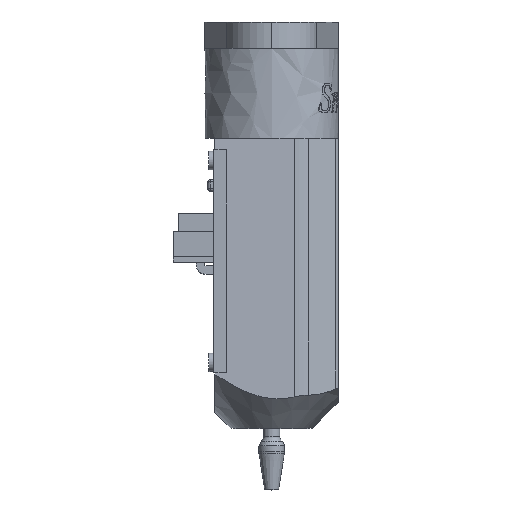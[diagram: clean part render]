
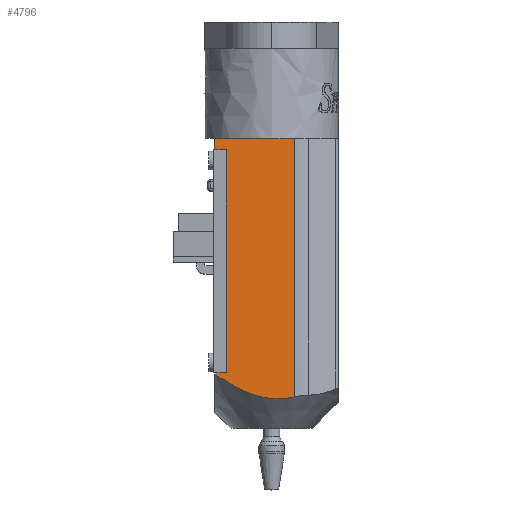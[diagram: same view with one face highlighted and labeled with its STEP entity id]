
A CAD part, top view. The second image highlights one B-rep face of the part: STEP entity #4796.
In plain terms, the highlighted planar face has unit normal (0.087, 0, 0.996).
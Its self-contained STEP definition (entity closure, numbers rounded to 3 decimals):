
#2981=CARTESIAN_POINT('',(24.931,94.4,35.169));
#2982=VERTEX_POINT('',#2981);
#2989=CARTESIAN_POINT('',(31.76,94.4,34.571));
#2990=VERTEX_POINT('',#2989);
#2991=CARTESIAN_POINT('',(31.76,94.4,34.571));
#2992=DIRECTION('',(-0.996,0.,0.087));
#2993=VECTOR('',#2992,6.854);
#2994=LINE('',#2991,#2993);
#2995=EDGE_CURVE('',#2990,#2982,#2994,.T.);
#3069=CARTESIAN_POINT('',(31.76,72.11,34.571));
#3070=VERTEX_POINT('',#3069);
#3071=CARTESIAN_POINT('',(31.76,72.11,34.571));
#3072=DIRECTION('',(-0.,1.,-0.));
#3073=VECTOR('',#3072,22.29);
#3074=LINE('',#3071,#3073);
#3075=EDGE_CURVE('',#3070,#2990,#3074,.T.);
#4583=CARTESIAN_POINT('',(24.931,93.4,35.169));
#4584=VERTEX_POINT('',#4583);
#4591=CARTESIAN_POINT('',(24.931,94.4,35.169));
#4592=DIRECTION('',(0.,-1.,0.));
#4593=VECTOR('',#4592,1.);
#4594=LINE('',#4591,#4593);
#4595=EDGE_CURVE('',#2982,#4584,#4594,.T.);
#4616=CARTESIAN_POINT('',(24.931,74.2,35.169));
#4617=VERTEX_POINT('',#4616);
#4658=CARTESIAN_POINT('',(24.931,74.04,35.169));
#4659=VERTEX_POINT('',#4658);
#4703=CARTESIAN_POINT('',(24.931,74.2,35.169));
#4704=DIRECTION('',(0.,-1.,0.));
#4705=VECTOR('',#4704,0.16);
#4706=LINE('',#4703,#4705);
#4707=EDGE_CURVE('',#4617,#4659,#4706,.T.);
#4723=CARTESIAN_POINT('',(32.431,94.4,34.512));
#4724=DIRECTION('',(0.087,0.,0.996));
#4725=DIRECTION('',(-0.996,0.,0.087));
#4726=AXIS2_PLACEMENT_3D('',#4723,#4724,#4725);
#4727=PLANE('',#4726);
#4728=ORIENTED_EDGE('',*,*,#2995,.T.);
#4729=ORIENTED_EDGE('',*,*,#4595,.T.);
#4730=CARTESIAN_POINT('',(25.931,93.4,35.081));
#4731=VERTEX_POINT('',#4730);
#4732=CARTESIAN_POINT('',(24.931,93.4,35.169));
#4733=DIRECTION('',(0.996,-0.,-0.087));
#4734=VECTOR('',#4733,1.004);
#4735=LINE('',#4732,#4734);
#4736=EDGE_CURVE('',#4584,#4731,#4735,.T.);
#4737=ORIENTED_EDGE('',*,*,#4736,.T.);
#4738=CARTESIAN_POINT('',(25.931,74.2,35.081));
#4739=VERTEX_POINT('',#4738);
#4740=CARTESIAN_POINT('',(25.931,74.2,35.081));
#4741=DIRECTION('',(0.,1.,0.));
#4742=VECTOR('',#4741,19.2);
#4743=LINE('',#4740,#4742);
#4744=EDGE_CURVE('',#4739,#4731,#4743,.T.);
#4745=ORIENTED_EDGE('',*,*,#4744,.F.);
#4746=CARTESIAN_POINT('',(24.931,74.2,35.169));
#4747=DIRECTION('',(0.996,0.,-0.087));
#4748=VECTOR('',#4747,1.004);
#4749=LINE('',#4746,#4748);
#4750=EDGE_CURVE('',#4617,#4739,#4749,.T.);
#4751=ORIENTED_EDGE('',*,*,#4750,.F.);
#4752=ORIENTED_EDGE('',*,*,#4707,.T.);
#4753=CARTESIAN_POINT('',(29.831,71.971,34.74));
#4754=VERTEX_POINT('',#4753);
#4755=CARTESIAN_POINT('',(24.931,74.04,35.169));
#4756=CARTESIAN_POINT('',(25.439,73.699,35.124));
#4757=CARTESIAN_POINT('',(25.955,73.378,35.079));
#4758=CARTESIAN_POINT('',(26.489,73.088,35.032));
#4759=CARTESIAN_POINT('',(27.023,72.798,34.986));
#4760=CARTESIAN_POINT('',(27.575,72.54,34.937));
#4761=CARTESIAN_POINT('',(28.155,72.34,34.887));
#4762=CARTESIAN_POINT('',(28.445,72.24,34.861));
#4763=CARTESIAN_POINT('',(28.738,72.156,34.835));
#4764=CARTESIAN_POINT('',(29.036,72.092,34.809));
#4765=CARTESIAN_POINT('',(29.334,72.028,34.783));
#4766=CARTESIAN_POINT('',(29.638,71.984,34.757));
#4767=CARTESIAN_POINT('',(29.944,71.963,34.73));
#4768=CARTESIAN_POINT('',(30.556,71.92,34.676));
#4769=CARTESIAN_POINT('',(31.161,71.973,34.624));
#4770=CARTESIAN_POINT('',(31.76,72.11,34.571));
#4771=B_SPLINE_CURVE_WITH_KNOTS('',3,(#4755,#4756,#4757,#4758,#4759,#4760,#4761,#4762,#4763,#4764,#4765,#4766,#4767,#4768,#4769,#4770),.UNSPECIFIED.,.F.,.F.,(4,3,3,3,3,4),(0.,0.002,0.004,0.005,0.005,0.007),.UNSPECIFIED.);
#4772=EDGE_CURVE('',#4659,#4754,#4771,.T.);
#4773=ORIENTED_EDGE('',*,*,#4772,.T.);
#4774=CARTESIAN_POINT('',(24.931,74.04,35.169));
#4775=CARTESIAN_POINT('',(25.439,73.699,35.124));
#4776=CARTESIAN_POINT('',(25.955,73.378,35.079));
#4777=CARTESIAN_POINT('',(26.489,73.088,35.032));
#4778=CARTESIAN_POINT('',(27.023,72.798,34.986));
#4779=CARTESIAN_POINT('',(27.575,72.54,34.937));
#4780=CARTESIAN_POINT('',(28.155,72.34,34.887));
#4781=CARTESIAN_POINT('',(28.445,72.24,34.861));
#4782=CARTESIAN_POINT('',(28.738,72.156,34.835));
#4783=CARTESIAN_POINT('',(29.036,72.092,34.809));
#4784=CARTESIAN_POINT('',(29.334,72.028,34.783));
#4785=CARTESIAN_POINT('',(29.638,71.984,34.757));
#4786=CARTESIAN_POINT('',(29.944,71.963,34.73));
#4787=CARTESIAN_POINT('',(30.556,71.92,34.676));
#4788=CARTESIAN_POINT('',(31.161,71.973,34.624));
#4789=CARTESIAN_POINT('',(31.76,72.11,34.571));
#4790=B_SPLINE_CURVE_WITH_KNOTS('',3,(#4774,#4775,#4776,#4777,#4778,#4779,#4780,#4781,#4782,#4783,#4784,#4785,#4786,#4787,#4788,#4789),.UNSPECIFIED.,.F.,.F.,(4,3,3,3,3,4),(0.,0.002,0.004,0.005,0.005,0.007),.UNSPECIFIED.);
#4791=EDGE_CURVE('',#4754,#3070,#4790,.T.);
#4792=ORIENTED_EDGE('',*,*,#4791,.T.);
#4793=ORIENTED_EDGE('',*,*,#3075,.T.);
#4794=EDGE_LOOP('',(#4728,#4729,#4737,#4745,#4751,#4752,#4773,#4792,#4793));
#4795=FACE_BOUND('',#4794,.T.);
#4796=ADVANCED_FACE('',(#4795),#4727,.T.);
